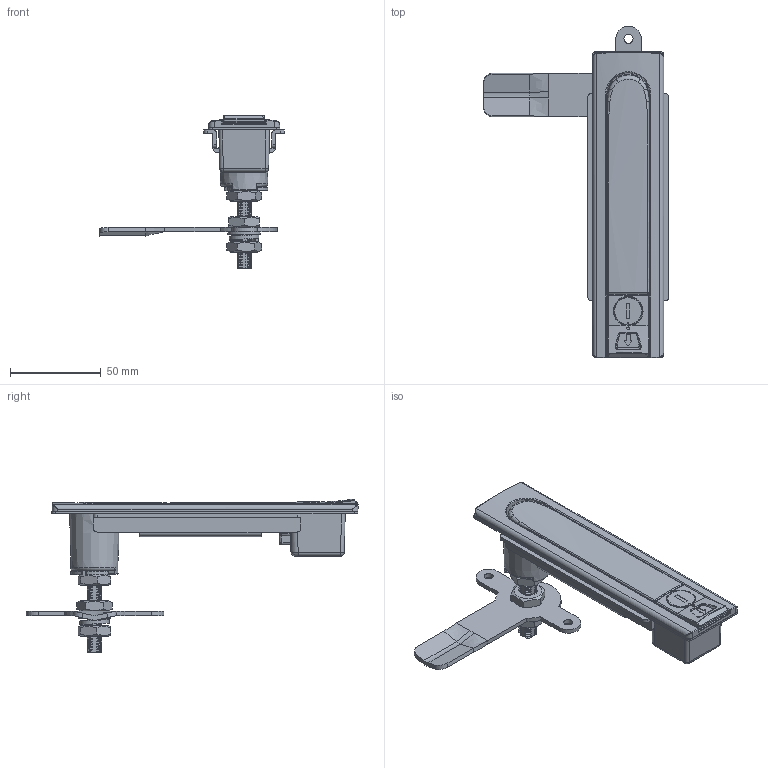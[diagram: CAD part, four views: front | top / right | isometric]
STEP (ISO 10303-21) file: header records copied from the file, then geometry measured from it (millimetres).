
FILE_DESCRIPTION(/* description */ (''),/* implementation_level */ '2;1');
FILE_NAME(/* name */ 'MF-310.stp',/* time_stamp */ '2025-11-18T19:47:20+09:00',/* author */ ('user'),/* organization */ (''),/* preprocessor_version */ 'ST-DEVELOPER v15.6',/* originating_system */ 'Autodesk Inventor 2015',/* authorisation */ '');
FILE_SCHEMA (('AUTOMOTIVE_DESIGN { 1 0 10303 214 3 1 1 }'));
Products named in the file (15): MF-310-본체; MF-310-날개; MF-310-너트; MF-310-방향캠; MF-310-브라켓; MF-310-스프링와샤; MF-310-와샤; MF-310-캠; MF-310-캠샤프트; MF-310-클립; MF-310-키코어 커버; MF-310-키코어; MF-310-패킹; MF-310-핸들; MF-310
Bounding box: 102.05 x 183.15 x 84.92 mm (x, y, z)
Volume: 81911.8 mm3; surface area: 78307.7 mm2
Topology: 16 solids, 16 shells, 1794 faces, 4831 edges, 3021 vertices
Faces by surface type: cylinder 749, bspline 573, plane 325, torus 75, sphere 54, cone 18
Full cylindrical faces by diameter (mm): 0.8 x1, 1.5 x1, 2.3 x1, 3 x4, 3.2 x2, 3.3 x1, 4.2 x2, 5 x2, 5.9 x1, 10.4 x1, 12.3 x1, 14.4 x1, 14.5 x1, 15.5 x1, 15.8 x2, 16 x1, 16.3 x1, 17.9 x1, 18 x1, 22.1 x1
Entity records: 77162 total; most frequent: CARTESIAN_POINT 37928, ORIENTED_EDGE 9206, DIRECTION 6380, EDGE_CURVE 4602, VERTEX_POINT 2935, AXIS2_PLACEMENT_3D 2302, EDGE_LOOP 1872, LINE 1776
